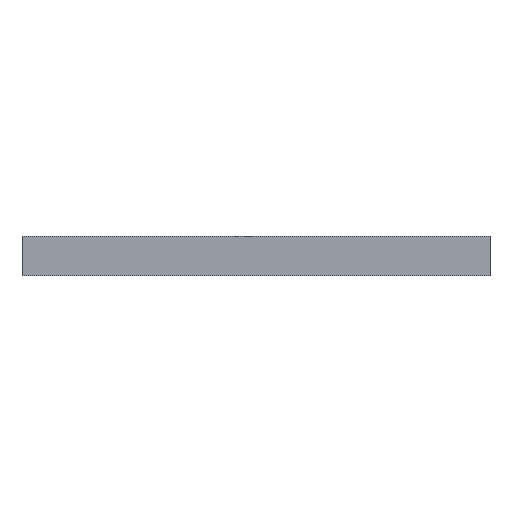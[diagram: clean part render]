
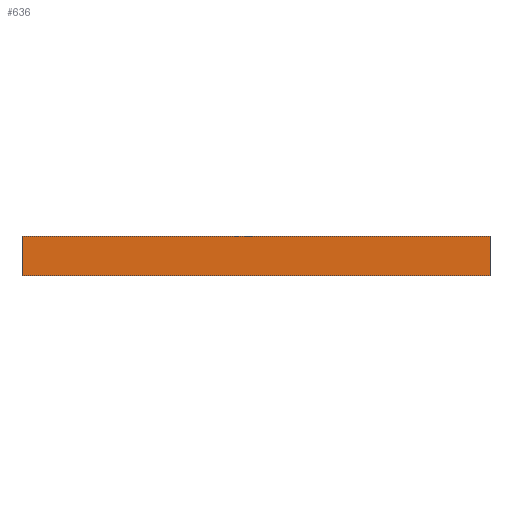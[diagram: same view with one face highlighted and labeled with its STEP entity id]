
A CAD part, front view. The second image highlights one B-rep face of the part: STEP entity #636.
In plain terms, the highlighted planar face has unit normal (0, -1, 0).
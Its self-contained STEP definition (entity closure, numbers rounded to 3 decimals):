
#47 = DIRECTION ( 'NONE',  ( 0., 0., -1. ) ) ;
#76 = EDGE_CURVE ( 'NONE', #179, #702, #682, .T. ) ;
#78 = VERTEX_POINT ( 'NONE', #266 ) ;
#87 = EDGE_CURVE ( 'NONE', #78, #702, #225, .T. ) ;
#111 = AXIS2_PLACEMENT_3D ( 'NONE', #294, #128, #125 ) ;
#125 = DIRECTION ( 'NONE',  ( 0., 0., -1. ) ) ;
#128 = DIRECTION ( 'NONE',  ( 0., -1., 0. ) ) ;
#173 = DIRECTION ( 'NONE',  ( 0., 0., -1. ) ) ;
#179 = VERTEX_POINT ( 'NONE', #437 ) ;
#198 = ORIENTED_EDGE ( 'NONE', *, *, #411, .F. ) ;
#225 = LINE ( 'NONE', #777, #882 ) ;
#266 = CARTESIAN_POINT ( 'NONE',  ( -10., 0., 0. ) ) ;
#294 = CARTESIAN_POINT ( 'NONE',  ( -10., 0., 0. ) ) ;
#322 = LINE ( 'NONE', #549, #775 ) ;
#327 = CARTESIAN_POINT ( 'NONE',  ( -10., 0., 7.5 ) ) ;
#411 = EDGE_CURVE ( 'NONE', #949, #179, #797, .T. ) ;
#437 = CARTESIAN_POINT ( 'NONE',  ( 79., 0., 7.5 ) ) ;
#450 = VECTOR ( 'NONE', #173, 1000. ) ;
#549 = CARTESIAN_POINT ( 'NONE',  ( -10., 0., 0. ) ) ;
#617 = EDGE_LOOP ( 'NONE', ( #198, #623, #886, #873 ) ) ;
#623 = ORIENTED_EDGE ( 'NONE', *, *, #989, .T. ) ;
#636 = ADVANCED_FACE ( 'NONE', ( #785 ), #982, .T. ) ;
#682 = LINE ( 'NONE', #1034, #450 ) ;
#702 = VERTEX_POINT ( 'NONE', #803 ) ;
#725 = CARTESIAN_POINT ( 'NONE',  ( 34.5, 0., 7.5 ) ) ;
#775 = VECTOR ( 'NONE', #47, 1000. ) ;
#777 = CARTESIAN_POINT ( 'NONE',  ( -10., 0., 0. ) ) ;
#785 = FACE_OUTER_BOUND ( 'NONE', #617, .T. ) ;
#797 = LINE ( 'NONE', #725, #1005 ) ;
#803 = CARTESIAN_POINT ( 'NONE',  ( 79., 0., 0. ) ) ;
#873 = ORIENTED_EDGE ( 'NONE', *, *, #76, .F. ) ;
#882 = VECTOR ( 'NONE', #953, 1000. ) ;
#886 = ORIENTED_EDGE ( 'NONE', *, *, #87, .T. ) ;
#949 = VERTEX_POINT ( 'NONE', #327 ) ;
#953 = DIRECTION ( 'NONE',  ( 1., 0., 0. ) ) ;
#982 = PLANE ( 'NONE',  #111 ) ;
#987 = DIRECTION ( 'NONE',  ( 1., 0., 0. ) ) ;
#989 = EDGE_CURVE ( 'NONE', #949, #78, #322, .T. ) ;
#1005 = VECTOR ( 'NONE', #987, 1000. ) ;
#1034 = CARTESIAN_POINT ( 'NONE',  ( 79., 0., 0. ) ) ;
